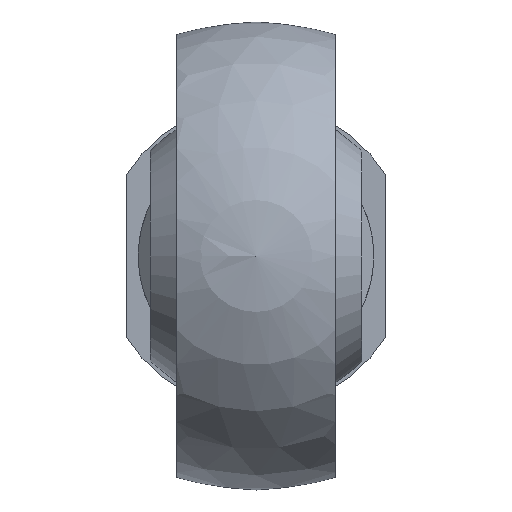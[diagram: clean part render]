
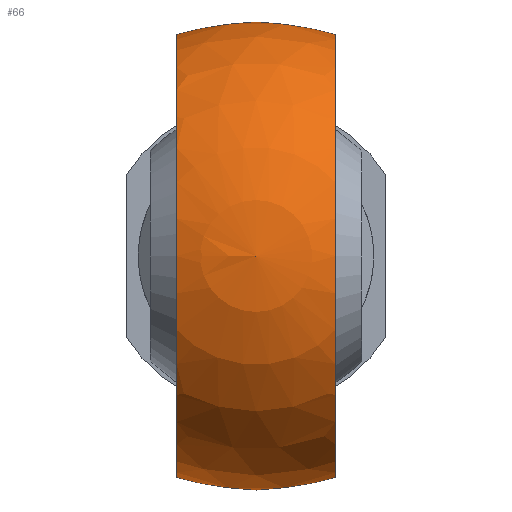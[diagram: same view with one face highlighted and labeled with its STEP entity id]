
A CAD part, left-side view. The second image highlights one B-rep face of the part: STEP entity #66.
In plain terms, the highlighted spherical face has radius 10 mm.
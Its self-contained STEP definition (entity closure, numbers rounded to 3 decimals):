
#66 = ADVANCED_FACE( '', ( #147, #148 ), #149, .T. );
#147 = FACE_BOUND( '', #242, .T. );
#148 = FACE_OUTER_BOUND( '', #243, .T. );
#149 = SPHERICAL_SURFACE( '', #244, 10. );
#242 = VERTEX_LOOP( '', #362 );
#243 = EDGE_LOOP( '', ( #363, #364, #365, #366 ) );
#244 = AXIS2_PLACEMENT_3D( '', #367, #368, #369 );
#362 = VERTEX_POINT( '', #511 );
#363 = ORIENTED_EDGE( '', *, *, #489, .F. );
#364 = ORIENTED_EDGE( '', *, *, #496, .T. );
#365 = ORIENTED_EDGE( '', *, *, #509, .F. );
#366 = ORIENTED_EDGE( '', *, *, #512, .T. );
#367 = CARTESIAN_POINT( '', ( 0., 0., 0. ) );
#368 = DIRECTION( '', ( 1., 0., 0. ) );
#369 = DIRECTION( '', ( 0., 1., 0. ) );
#489 = EDGE_CURVE( '', #563, #565, #566, .T. );
#496 = EDGE_CURVE( '', #563, #575, #577, .F. );
#509 = EDGE_CURVE( '', #596, #575, #598, .T. );
#511 = CARTESIAN_POINT( '', ( -10., 0., 0. ) );
#512 = EDGE_CURVE( '', #596, #565, #600, .F. );
#563 = VERTEX_POINT( '', #661 );
#565 = VERTEX_POINT( '', #668 );
#566 = CIRCLE( '', #669, 8.306 );
#575 = VERTEX_POINT( '', #684 );
#577 = CIRCLE( '', #691, 9.413 );
#596 = VERTEX_POINT( '', #710 );
#598 = CIRCLE( '', #717, 8.306 );
#600 = CIRCLE( '', #719, 9.413 );
#661 = CARTESIAN_POINT( '', ( 5.569, -3.375, -7.59 ) );
#668 = CARTESIAN_POINT( '', ( 5.569, 3.375, -7.59 ) );
#669 = AXIS2_PLACEMENT_3D( '', #790, #791, #792 );
#684 = CARTESIAN_POINT( '', ( 5.569, -3.375, 7.59 ) );
#691 = AXIS2_PLACEMENT_3D( '', #800, #801, #802 );
#710 = CARTESIAN_POINT( '', ( 5.569, 3.375, 7.59 ) );
#717 = AXIS2_PLACEMENT_3D( '', #824, #825, #826 );
#719 = AXIS2_PLACEMENT_3D( '', #827, #828, #829 );
#790 = CARTESIAN_POINT( '', ( 5.569, 0., 0. ) );
#791 = DIRECTION( '', ( 1., 0., 0. ) );
#792 = DIRECTION( '', ( 0., 0., -1. ) );
#800 = CARTESIAN_POINT( '', ( 0., -3.375, 0. ) );
#801 = DIRECTION( '', ( 0., -1., 0. ) );
#802 = DIRECTION( '', ( 0., 0., -1. ) );
#824 = CARTESIAN_POINT( '', ( 5.569, 0., 0. ) );
#825 = DIRECTION( '', ( 1., 0., 0. ) );
#826 = DIRECTION( '', ( 0., 0., -1. ) );
#827 = CARTESIAN_POINT( '', ( 0., 3.375, 0. ) );
#828 = DIRECTION( '', ( 0., 1., 0. ) );
#829 = DIRECTION( '', ( 0., 0., 1. ) );
